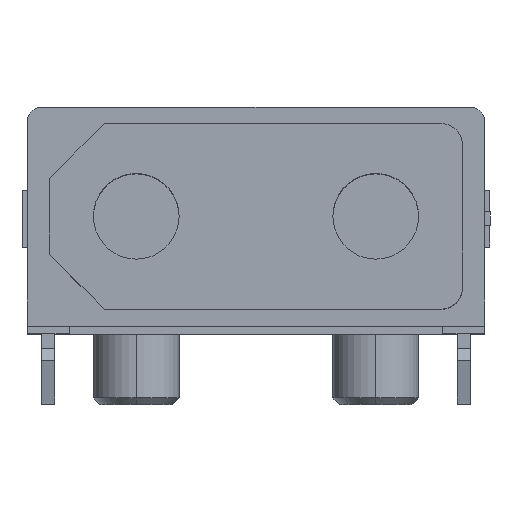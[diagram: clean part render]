
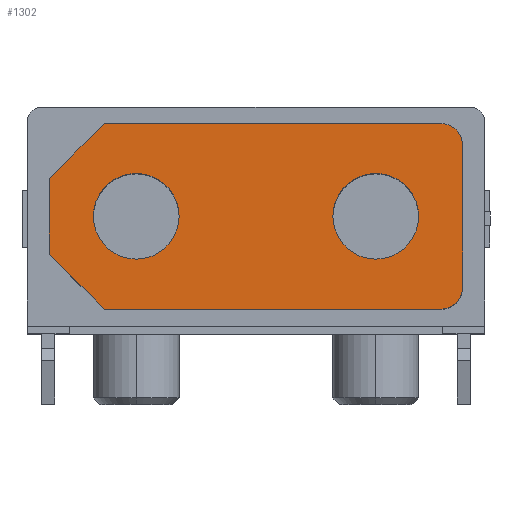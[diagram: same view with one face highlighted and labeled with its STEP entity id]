
A CAD part, top view. The second image highlights one B-rep face of the part: STEP entity #1302.
In plain terms, the highlighted face is planar.
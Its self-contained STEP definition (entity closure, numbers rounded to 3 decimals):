
#1 = DIRECTION ( 'NONE',  ( -1., 0., 0. ) ) ;
#24 = ORIENTED_EDGE ( 'NONE', *, *, #4498, .F. ) ;
#39 = CARTESIAN_POINT ( 'NONE',  ( -7.4, 5.325, -13.8 ) ) ;
#40 = FACE_BOUND ( 'NONE', #53, .T. ) ;
#53 = EDGE_LOOP ( 'NONE', ( #4143, #2054 ) ) ;
#57 = EDGE_CURVE ( 'NONE', #388, #3561, #4493, .T. ) ;
#91 = VERTEX_POINT ( 'NONE', #262 ) ;
#119 = VERTEX_POINT ( 'NONE', #39 ) ;
#164 = EDGE_CURVE ( 'NONE', #91, #1485, #766, .T. ) ;
#201 = VECTOR ( 'NONE', #3548, 1000. ) ;
#219 = DIRECTION ( 'NONE',  ( 0.707, 0.707, 0. ) ) ;
#233 = CARTESIAN_POINT ( 'NONE',  ( -3.5, 5.325, -13.8 ) ) ;
#250 = EDGE_CURVE ( 'NONE', #2585, #2615, #957, .T. ) ;
#262 = CARTESIAN_POINT ( 'NONE',  ( 6.9, 9.55, -13.8 ) ) ;
#270 = ORIENTED_EDGE ( 'NONE', *, *, #1105, .F. ) ;
#287 = LINE ( 'NONE', #1014, #410 ) ;
#308 = LINE ( 'NONE', #1681, #4273 ) ;
#381 = VERTEX_POINT ( 'NONE', #233 ) ;
#388 = VERTEX_POINT ( 'NONE', #575 ) ;
#400 = ORIENTED_EDGE ( 'NONE', *, *, #3416, .F. ) ;
#410 = VECTOR ( 'NONE', #3897, 1000. ) ;
#470 = LINE ( 'NONE', #1541, #3172 ) ;
#502 = EDGE_CURVE ( 'NONE', #2615, #2585, #3846, .T. ) ;
#575 = CARTESIAN_POINT ( 'NONE',  ( 6.9, 1.1, -13.8 ) ) ;
#595 = EDGE_CURVE ( 'NONE', #381, #119, #3550, .T. ) ;
#635 = CIRCLE ( 'NONE', #3230, 1. ) ;
#658 = EDGE_CURVE ( 'NONE', #2208, #2291, #470, .T. ) ;
#668 = DIRECTION ( 'NONE',  ( -1., 0., 0. ) ) ;
#720 = CARTESIAN_POINT ( 'NONE',  ( -8.4, 8.55, -13.8 ) ) ;
#766 = LINE ( 'NONE', #1017, #201 ) ;
#909 = CARTESIAN_POINT ( 'NONE',  ( -8.4, 9.55, -13.8 ) ) ;
#938 = AXIS2_PLACEMENT_3D ( 'NONE', #720, #4310, #2097 ) ;
#957 = CIRCLE ( 'NONE', #2132, 1.95 ) ;
#1014 = CARTESIAN_POINT ( 'NONE',  ( 9.4, 3.6, -13.8 ) ) ;
#1017 = CARTESIAN_POINT ( 'NONE',  ( 6.9, 9.55, -13.8 ) ) ;
#1101 = EDGE_LOOP ( 'NONE', ( #24, #3323, #3226, #270, #3317, #1115, #2485, #400 ) ) ;
#1105 = EDGE_CURVE ( 'NONE', #2291, #2137, #635, .T. ) ;
#1115 = ORIENTED_EDGE ( 'NONE', *, *, #2679, .F. ) ;
#1145 = CARTESIAN_POINT ( 'NONE',  ( -8.4, 8.55, -13.8 ) ) ;
#1212 = DIRECTION ( 'NONE',  ( 0., 0., 1. ) ) ;
#1302 = ADVANCED_FACE ( 'NONE', ( #40, #1457, #3869 ), #3903, .T. ) ;
#1419 = ORIENTED_EDGE ( 'NONE', *, *, #595, .T. ) ;
#1440 = EDGE_CURVE ( 'NONE', #2137, #388, #2267, .T. ) ;
#1457 = FACE_BOUND ( 'NONE', #2113, .T. ) ;
#1485 = VERTEX_POINT ( 'NONE', #909 ) ;
#1508 = DIRECTION ( 'NONE',  ( 1., 0., 0. ) ) ;
#1516 = CARTESIAN_POINT ( 'NONE',  ( -8.4, 1.1, -13.8 ) ) ;
#1541 = CARTESIAN_POINT ( 'NONE',  ( -9.4, 8.55, -13.8 ) ) ;
#1681 = CARTESIAN_POINT ( 'NONE',  ( 9.4, 7.05, -13.8 ) ) ;
#1841 = AXIS2_PLACEMENT_3D ( 'NONE', #3187, #4274, #1 ) ;
#1924 = VERTEX_POINT ( 'NONE', #2303 ) ;
#1945 = DIRECTION ( 'NONE',  ( 0., 0., 1. ) ) ;
#1952 = AXIS2_PLACEMENT_3D ( 'NONE', #1145, #1212, #2183 ) ;
#2014 = CARTESIAN_POINT ( 'NONE',  ( -9.4, 8.55, -13.8 ) ) ;
#2054 = ORIENTED_EDGE ( 'NONE', *, *, #250, .T. ) ;
#2069 = DIRECTION ( 'NONE',  ( 0., 0., 1. ) ) ;
#2092 = DIRECTION ( 'NONE',  ( 1., 0., 0. ) ) ;
#2097 = DIRECTION ( 'NONE',  ( 1., 0., 0. ) ) ;
#2113 = EDGE_LOOP ( 'NONE', ( #2685, #1419 ) ) ;
#2132 = AXIS2_PLACEMENT_3D ( 'NONE', #2823, #3849, #668 ) ;
#2137 = VERTEX_POINT ( 'NONE', #1516 ) ;
#2147 = CARTESIAN_POINT ( 'NONE',  ( 7.4, 5.325, -13.8 ) ) ;
#2183 = DIRECTION ( 'NONE',  ( 1., 0., 0. ) ) ;
#2208 = VERTEX_POINT ( 'NONE', #2014 ) ;
#2267 = LINE ( 'NONE', #2649, #4575 ) ;
#2291 = VERTEX_POINT ( 'NONE', #2299 ) ;
#2299 = CARTESIAN_POINT ( 'NONE',  ( -9.4, 2.1, -13.8 ) ) ;
#2303 = CARTESIAN_POINT ( 'NONE',  ( 9.4, 7.05, -13.8 ) ) ;
#2428 = AXIS2_PLACEMENT_3D ( 'NONE', #4325, #4370, #3942 ) ;
#2485 = ORIENTED_EDGE ( 'NONE', *, *, #164, .F. ) ;
#2585 = VERTEX_POINT ( 'NONE', #2147 ) ;
#2607 = CARTESIAN_POINT ( 'NONE',  ( -8.4, 2.1, -13.8 ) ) ;
#2615 = VERTEX_POINT ( 'NONE', #4282 ) ;
#2649 = CARTESIAN_POINT ( 'NONE',  ( -8.4, 1.1, -13.8 ) ) ;
#2664 = VECTOR ( 'NONE', #219, 1000. ) ;
#2679 = EDGE_CURVE ( 'NONE', #1485, #2208, #4345, .T. ) ;
#2685 = ORIENTED_EDGE ( 'NONE', *, *, #4530, .T. ) ;
#2823 = CARTESIAN_POINT ( 'NONE',  ( 5.45, 5.325, -13.8 ) ) ;
#2858 = AXIS2_PLACEMENT_3D ( 'NONE', #3100, #2069, #2092 ) ;
#2964 = DIRECTION ( 'NONE',  ( 0., -1., 0. ) ) ;
#3100 = CARTESIAN_POINT ( 'NONE',  ( -5.45, 5.325, -13.8 ) ) ;
#3172 = VECTOR ( 'NONE', #2964, 1000. ) ;
#3187 = CARTESIAN_POINT ( 'NONE',  ( 5.45, 5.325, -13.8 ) ) ;
#3226 = ORIENTED_EDGE ( 'NONE', *, *, #1440, .F. ) ;
#3230 = AXIS2_PLACEMENT_3D ( 'NONE', #2607, #1945, #1508 ) ;
#3317 = ORIENTED_EDGE ( 'NONE', *, *, #658, .F. ) ;
#3323 = ORIENTED_EDGE ( 'NONE', *, *, #57, .F. ) ;
#3416 = EDGE_CURVE ( 'NONE', #1924, #91, #308, .T. ) ;
#3548 = DIRECTION ( 'NONE',  ( -1., 0., 0. ) ) ;
#3550 = CIRCLE ( 'NONE', #2428, 1.95 ) ;
#3561 = VERTEX_POINT ( 'NONE', #3710 ) ;
#3620 = DIRECTION ( 'NONE',  ( 1., 0., 0. ) ) ;
#3710 = CARTESIAN_POINT ( 'NONE',  ( 9.4, 3.6, -13.8 ) ) ;
#3846 = CIRCLE ( 'NONE', #1841, 1.95 ) ;
#3849 = DIRECTION ( 'NONE',  ( 0., 0., 1. ) ) ;
#3869 = FACE_OUTER_BOUND ( 'NONE', #1101, .T. ) ;
#3897 = DIRECTION ( 'NONE',  ( 0., 1., 0. ) ) ;
#3903 = PLANE ( 'NONE',  #938 ) ;
#3942 = DIRECTION ( 'NONE',  ( 1., 0., 0. ) ) ;
#4119 = CARTESIAN_POINT ( 'NONE',  ( 6.9, 1.1, -13.8 ) ) ;
#4143 = ORIENTED_EDGE ( 'NONE', *, *, #502, .T. ) ;
#4163 = DIRECTION ( 'NONE',  ( -0.707, 0.707, 0. ) ) ;
#4273 = VECTOR ( 'NONE', #4163, 1000. ) ;
#4274 = DIRECTION ( 'NONE',  ( 0., 0., 1. ) ) ;
#4281 = CIRCLE ( 'NONE', #2858, 1.95 ) ;
#4282 = CARTESIAN_POINT ( 'NONE',  ( 3.5, 5.325, -13.8 ) ) ;
#4310 = DIRECTION ( 'NONE',  ( 0., 0., -1. ) ) ;
#4325 = CARTESIAN_POINT ( 'NONE',  ( -5.45, 5.325, -13.8 ) ) ;
#4345 = CIRCLE ( 'NONE', #1952, 1. ) ;
#4370 = DIRECTION ( 'NONE',  ( 0., 0., 1. ) ) ;
#4493 = LINE ( 'NONE', #4119, #2664 ) ;
#4498 = EDGE_CURVE ( 'NONE', #3561, #1924, #287, .T. ) ;
#4530 = EDGE_CURVE ( 'NONE', #119, #381, #4281, .T. ) ;
#4575 = VECTOR ( 'NONE', #3620, 1000. ) ;
